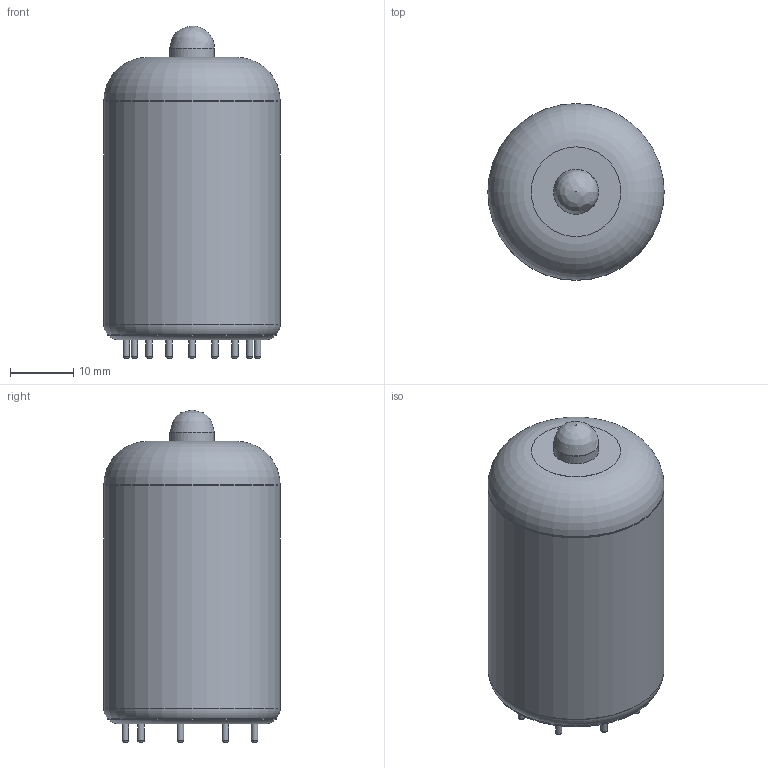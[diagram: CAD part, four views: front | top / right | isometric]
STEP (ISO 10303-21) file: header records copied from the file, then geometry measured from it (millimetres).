
FILE_DESCRIPTION(/* description */ ('model of Valve_Tube_Loctal-B9G-D21.00mm_Pin'),/* implementation_level */ '2;1');
FILE_NAME(/* name */ 'Valve_Tube_Loctal-B9G-D21.00mm_Pin.step',/* time_stamp */ '2018-11-25T10:56:06',/* author */ ('kicad StepUp','ksu'),/* organization */ ('FreeCAD'),/* preprocessor_version */ 'OCC',/* originating_system */ 'kicad StepUp',/* authorisation */ '');
FILE_SCHEMA(('AUTOMOTIVE_DESIGN { 1 0 10303 214 1 1 1 1 }'));
Length unit declared in the file: millimetre
Products named in the file (1): Valve_Tube_Loctal_B9G_D2100mm_Pin
Bounding box: 27.78 x 27.78 x 52.3 mm (x, y, z)
Volume: 4117.1 mm3; surface area: 12175.3 mm2
Topology: 1 solids, 3 shells, 100 faces, 180 edges, 109 vertices
Faces by surface type: cylinder 40, plane 39, torus 15, revolution 5, offset 1
Full cylindrical faces by diameter (mm): 1 x6, 1.016 x18, 6.895 x1, 7.095 x1, 26.58 x2, 27.58 x2, 27.78 x2
Entity records: 3503 total; most frequent: CARTESIAN_POINT 736, DIRECTION 480, ORIENTED_EDGE 358, AXIS2_PLACEMENT_3D 207, EDGE_CURVE 179, FACE_BOUND 130, EDGE_LOOP 130, VERTEX_POINT 109
